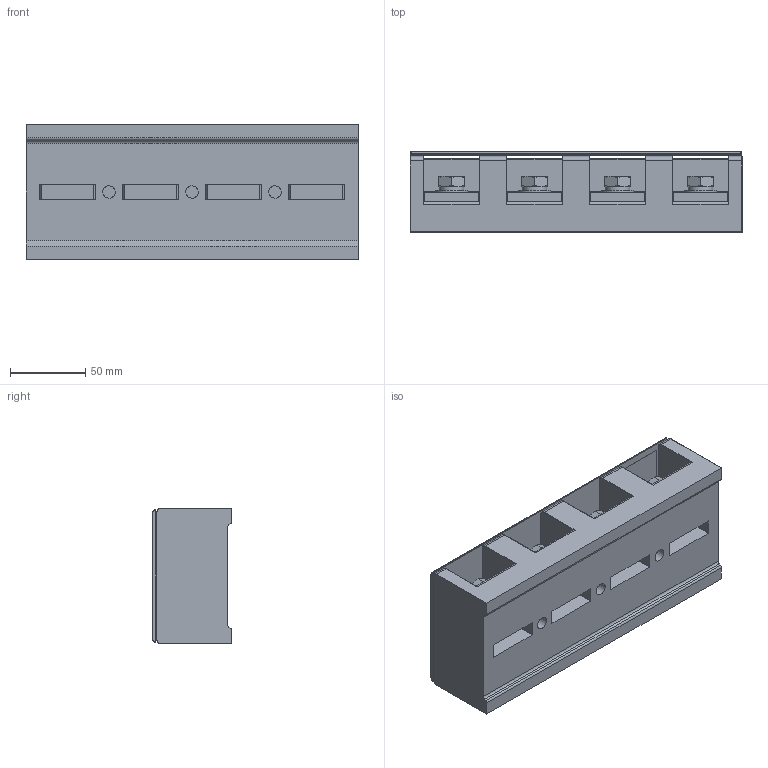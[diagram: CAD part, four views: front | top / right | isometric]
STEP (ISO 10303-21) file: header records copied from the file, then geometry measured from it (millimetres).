
FILE_DESCRIPTION((''),'2;1');
FILE_NAME('UDJ-4004','2023-07-14T',('Administrator'),(''),'PRO/ENGINEER BY PARAMETRIC TECHNOLOGY CORPORATION, 2013230','PRO/ENGINEER BY PARAMETRIC TECHNOLOGY CORPORATION, 2013230','');
FILE_SCHEMA(('CONFIG_CONTROL_DESIGN'));
Length unit declared in the file: millimetre
Products named in the file (1): UDJ-4004
Bounding box: 220 x 53 x 90 mm (x, y, z)
Volume: 672077.4 mm3; surface area: 156455.2 mm2
Topology: 1 solids, 9 shells, 1689 faces, 4812 edges, 3198 vertices
Faces by surface type: plane 1247, cylinder 302, cone 64, torus 60, sphere 16
Entity records: 55989 total; most frequent: CARTESIAN_POINT 12104, ORIENTED_EDGE 9560, DIRECTION 8450, EDGE_CURVE 4780, VECTOR 3532, LINE 3532, VERTEX_POINT 3198, AXIS2_PLACEMENT_3D 2459
